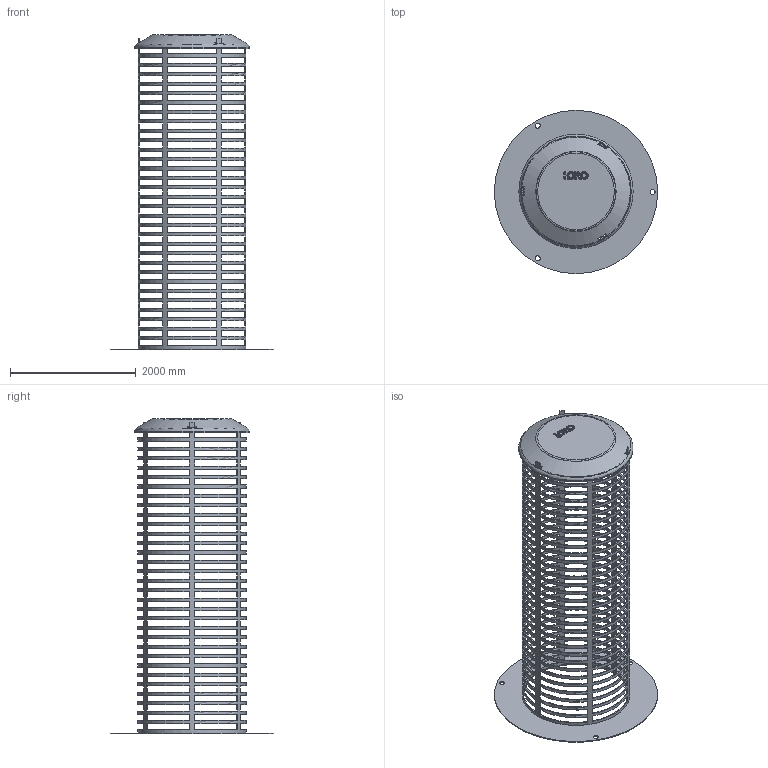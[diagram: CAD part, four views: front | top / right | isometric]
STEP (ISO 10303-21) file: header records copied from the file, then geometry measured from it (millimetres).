
FILE_DESCRIPTION(/* description */ (''),/* implementation_level */ '2;1');
FILE_NAME(/* name */ '19496.000X_3D.stp',/* time_stamp */ '2024-12-12T07:54:26+01:00',/* author */ ('CAD'),/* organization */ (''),/* preprocessor_version */ 'ST-DEVELOPER v20',/* originating_system */ 'AutoCAD Mechanical',/* authorisation */ '');
FILE_SCHEMA (('AUTOMOTIVE_DESIGN { 1 0 10303 214 3 1 1 }'));
Length unit declared in the file: centimetre
Products named in the file (2): Product; *S0
Assembly tree (1 placements, depth 2):
  Product
    *S0
Bounding box: 2600 x 2600 x 5030.91 mm (x, y, z)
Volume: 248290781.9 mm3; surface area: 38843409.4 mm2
Topology: 3 solids, 3 shells, 950 faces, 2939 edges, 1935 vertices
Faces by surface type: plane 820, cylinder 67, torus 43, bspline 9, cone 8, sphere 3
Full cylindrical faces by diameter (mm): 80 x3, 90.3 x2, 1690 x2, 1720 x1, 1790 x1, 1820 x1, 2600 x1
Entity records: 34090 total; most frequent: CARTESIAN_POINT 6030, DIRECTION 5979, ORIENTED_EDGE 5874, EDGE_CURVE 2937, AXIS2_PLACEMENT_3D 2101, VERTEX_POINT 1935, LINE 1777, VECTOR 1777
